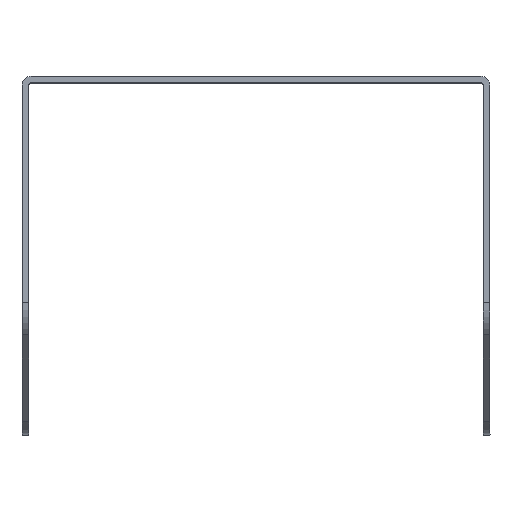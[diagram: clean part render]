
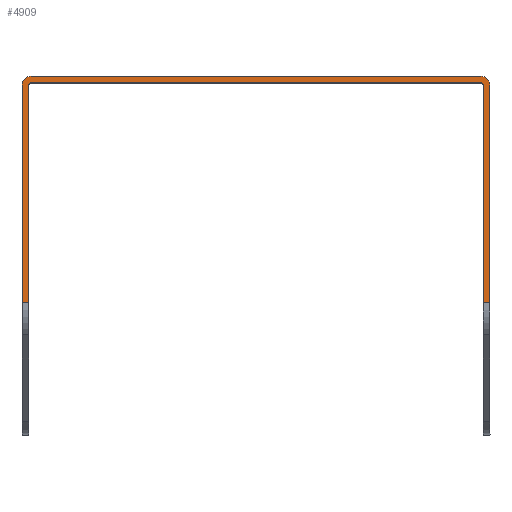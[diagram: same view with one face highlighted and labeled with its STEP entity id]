
A CAD part, top view. The second image highlights one B-rep face of the part: STEP entity #4909.
In plain terms, the highlighted planar face has unit normal (0, 0, 1).
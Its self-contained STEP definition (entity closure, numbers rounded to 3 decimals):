
#209=CIRCLE('',#4939,4.);
#275=CIRCLE('',#5011,1.);
#280=CIRCLE('',#5019,1.);
#304=CIRCLE('',#5047,4.);
#560=FACE_OUTER_BOUND('',#888,.T.);
#888=EDGE_LOOP('',(#4499,#4500,#4501,#4502,#4503,#4504,#4505,#4506,#4507,
#4508,#4509,#4510));
#899=LINE('',#6607,#1443);
#977=LINE('',#6816,#1521);
#996=LINE('',#6899,#1540);
#1026=LINE('',#7005,#1570);
#1096=LINE('',#7193,#1640);
#1175=LINE('',#7415,#1719);
#1416=LINE('',#7943,#1960);
#1433=LINE('',#8013,#1977);
#1443=VECTOR('',#5306,95.93);
#1521=VECTOR('',#5440,198.429);
#1540=VECTOR('',#5505,198.429);
#1570=VECTOR('',#5585,95.93);
#1640=VECTOR('',#5711,95.93);
#1719=VECTOR('',#5860,95.93);
#1960=VECTOR('',#6525,3.);
#1977=VECTOR('',#6576,3.);
#1988=VERTEX_POINT('',#6604);
#1989=VERTEX_POINT('',#6606);
#2074=VERTEX_POINT('',#6777);
#2076=VERTEX_POINT('',#6781);
#2077=VERTEX_POINT('',#6785);
#2092=VERTEX_POINT('',#6814);
#2129=VERTEX_POINT('',#6898);
#2180=VERTEX_POINT('',#7003);
#2264=VERTEX_POINT('',#7186);
#2265=VERTEX_POINT('',#7190);
#2266=VERTEX_POINT('',#7192);
#2370=VERTEX_POINT('',#7413);
#2457=EDGE_CURVE('',#1989,#1988,#899,.T.);
#2545=EDGE_CURVE('',#2076,#2074,#209,.T.);
#2561=EDGE_CURVE('',#2077,#2092,#977,.T.);
#2601=EDGE_CURVE('',#2074,#2129,#996,.T.);
#2655=EDGE_CURVE('',#2180,#2076,#1026,.T.);
#2736=EDGE_CURVE('',#1988,#2077,#275,.T.);
#2747=EDGE_CURVE('',#2092,#2264,#280,.T.);
#2749=EDGE_CURVE('',#2265,#2266,#1096,.T.);
#2846=EDGE_CURVE('',#2129,#2265,#304,.T.);
#2860=EDGE_CURVE('',#2264,#2370,#1175,.T.);
#3117=EDGE_CURVE('',#1989,#2180,#1416,.T.);
#3135=EDGE_CURVE('',#2370,#2266,#1433,.T.);
#4499=ORIENTED_EDGE('',*,*,#2655,.F.);
#4500=ORIENTED_EDGE('',*,*,#3117,.F.);
#4501=ORIENTED_EDGE('',*,*,#2457,.T.);
#4502=ORIENTED_EDGE('',*,*,#2736,.T.);
#4503=ORIENTED_EDGE('',*,*,#2561,.T.);
#4504=ORIENTED_EDGE('',*,*,#2747,.T.);
#4505=ORIENTED_EDGE('',*,*,#2860,.T.);
#4506=ORIENTED_EDGE('',*,*,#3135,.T.);
#4507=ORIENTED_EDGE('',*,*,#2749,.F.);
#4508=ORIENTED_EDGE('',*,*,#2846,.F.);
#4509=ORIENTED_EDGE('',*,*,#2601,.F.);
#4510=ORIENTED_EDGE('',*,*,#2545,.F.);
#4676=PLANE('',#5285);
#4909=ADVANCED_FACE('',(#560),#4676,.T.);
#4939=AXIS2_PLACEMENT_3D('',#6783,#5417,#5418);
#5011=AXIS2_PLACEMENT_3D('',#7166,#5685,#5686);
#5019=AXIS2_PLACEMENT_3D('',#7188,#5706,#5707);
#5047=AXIS2_PLACEMENT_3D('',#7388,#5836,#5837);
#5285=AXIS2_PLACEMENT_3D('',#8014,#6577,#6578);
#5306=DIRECTION('',(0.,1.,0.));
#5417=DIRECTION('center_axis',(0.,0.,
-1.));
#5418=DIRECTION('ref_axis',(-1.,0.,0.));
#5440=DIRECTION('',(1.,0.,0.));
#5505=DIRECTION('',(1.,0.,0.));
#5585=DIRECTION('',(0.,1.,0.));
#5685=DIRECTION('center_axis',(0.,0.,
-1.));
#5686=DIRECTION('ref_axis',(-1.,0.,0.));
#5706=DIRECTION('center_axis',(0.,0.,
-1.));
#5707=DIRECTION('ref_axis',(0.,1.,0.));
#5711=DIRECTION('',(0.,-1.,0.));
#5836=DIRECTION('center_axis',(0.,0.,
-1.));
#5837=DIRECTION('ref_axis',(0.,1.,0.));
#5860=DIRECTION('',(0.,-1.,0.));
#6525=DIRECTION('',(-1.,0.,0.));
#6576=DIRECTION('',(1.,0.,0.));
#6577=DIRECTION('center_axis',(0.,0.,
1.));
#6578=DIRECTION('ref_axis',(1.,0.,0.));
#6604=CARTESIAN_POINT('',(-41.866,-141.866,150.));
#6606=CARTESIAN_POINT('',(-41.866,-237.796,150.));
#6607=CARTESIAN_POINT('',(-41.866,-41.081,150.));
#6777=CARTESIAN_POINT('',(-40.866,-137.866,150.));
#6781=CARTESIAN_POINT('',(-44.866,-141.866,150.));
#6783=CARTESIAN_POINT('Origin',(-40.866,-141.866,150.));
#6785=CARTESIAN_POINT('',(-40.866,-140.866,150.));
#6814=CARTESIAN_POINT('',(157.563,-140.866,150.));
#6816=CARTESIAN_POINT('',(58.349,-140.866,150.));
#6898=CARTESIAN_POINT('',(157.563,-137.866,150.));
#6899=CARTESIAN_POINT('',(-138.367,-137.866,150.));
#7003=CARTESIAN_POINT('',(-44.866,-237.796,150.));
#7005=CARTESIAN_POINT('',(-44.866,-237.796,150.));
#7166=CARTESIAN_POINT('Origin',(-40.866,-141.866,150.));
#7186=CARTESIAN_POINT('',(158.563,-141.866,150.));
#7188=CARTESIAN_POINT('Origin',(157.563,-141.866,150.));
#7190=CARTESIAN_POINT('',(161.563,-141.866,150.));
#7192=CARTESIAN_POINT('',(161.563,-237.796,150.));
#7193=CARTESIAN_POINT('',(161.563,155.635,150.));
#7388=CARTESIAN_POINT('Origin',(157.563,-141.866,150.));
#7413=CARTESIAN_POINT('',(158.563,-237.796,150.));
#7415=CARTESIAN_POINT('',(158.563,-41.081,150.));
#7943=CARTESIAN_POINT('',(-41.866,-237.796,150.));
#8013=CARTESIAN_POINT('',(158.563,-237.796,150.));
#8014=CARTESIAN_POINT('Origin',(-141.651,59.134,150.));
